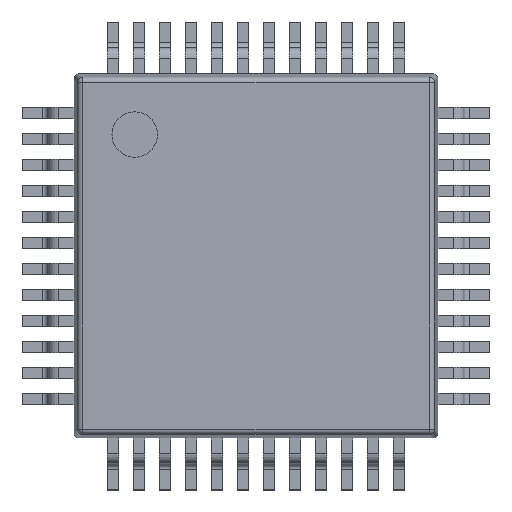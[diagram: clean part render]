
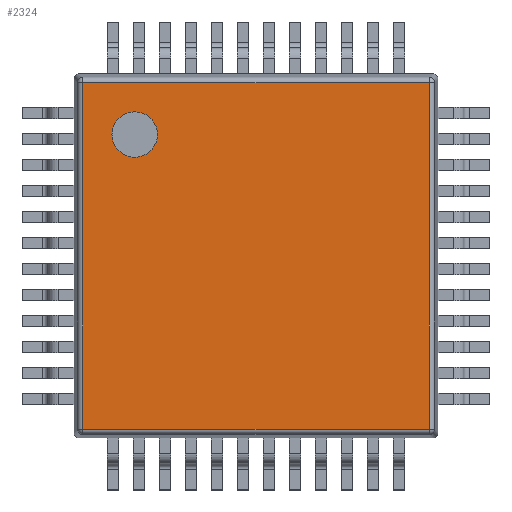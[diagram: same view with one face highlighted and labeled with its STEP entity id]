
A CAD part, top view. The second image highlights one B-rep face of the part: STEP entity #2324.
In plain terms, the highlighted planar face has unit normal (0, 0, 1).
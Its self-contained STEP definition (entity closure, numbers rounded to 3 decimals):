
#2148 = VERTEX_POINT('',#2149);
#2149 = CARTESIAN_POINT('',(0.166,0.166,1.6));
#2156 = EDGE_CURVE('',#2148,#2157,#2159,.T.);
#2157 = VERTEX_POINT('',#2158);
#2158 = CARTESIAN_POINT('',(0.166,6.834,1.6));
#2159 = LINE('',#2160,#2161);
#2160 = CARTESIAN_POINT('',(0.166,0.076,1.6));
#2161 = VECTOR('',#2162,1.);
#2162 = DIRECTION('',(0.,1.,0.));
#2199 = VERTEX_POINT('',#2200);
#2200 = CARTESIAN_POINT('',(6.834,0.166,1.6));
#2207 = EDGE_CURVE('',#2148,#2199,#2208,.T.);
#2208 = LINE('',#2209,#2210);
#2209 = CARTESIAN_POINT('',(0.076,0.166,1.6));
#2210 = VECTOR('',#2211,1.);
#2211 = DIRECTION('',(1.,0.,0.));
#2253 = EDGE_CURVE('',#2157,#2254,#2256,.T.);
#2254 = VERTEX_POINT('',#2255);
#2255 = CARTESIAN_POINT('',(6.834,6.834,1.6));
#2256 = LINE('',#2257,#2258);
#2257 = CARTESIAN_POINT('',(0.076,6.834,1.6));
#2258 = VECTOR('',#2259,1.);
#2259 = DIRECTION('',(1.,0.,0.));
#2284 = EDGE_CURVE('',#2199,#2254,#2285,.T.);
#2285 = LINE('',#2286,#2287);
#2286 = CARTESIAN_POINT('',(6.834,0.076,1.6));
#2287 = VECTOR('',#2288,1.);
#2288 = DIRECTION('',(0.,1.,0.));
#2324 = ADVANCED_FACE('',(#2325,#2331),#2342,.T.);
#2325 = FACE_BOUND('',#2326,.T.);
#2326 = EDGE_LOOP('',(#2327,#2328,#2329,#2330));
#2327 = ORIENTED_EDGE('',*,*,#2156,.F.);
#2328 = ORIENTED_EDGE('',*,*,#2207,.T.);
#2329 = ORIENTED_EDGE('',*,*,#2284,.T.);
#2330 = ORIENTED_EDGE('',*,*,#2253,.F.);
#2331 = FACE_BOUND('',#2332,.T.);
#2332 = EDGE_LOOP('',(#2333));
#2333 = ORIENTED_EDGE('',*,*,#2334,.F.);
#2334 = EDGE_CURVE('',#2335,#2335,#2337,.T.);
#2335 = VERTEX_POINT('',#2336);
#2336 = CARTESIAN_POINT('',(1.604,5.833,1.6));
#2337 = CIRCLE('',#2338,0.438);
#2338 = AXIS2_PLACEMENT_3D('',#2339,#2340,#2341);
#2339 = CARTESIAN_POINT('',(1.167,5.833,1.6));
#2340 = DIRECTION('',(0.,0.,1.));
#2341 = DIRECTION('',(1.,0.,0.));
#2342 = PLANE('',#2343);
#2343 = AXIS2_PLACEMENT_3D('',#2344,#2345,#2346);
#2344 = CARTESIAN_POINT('',(0.,0.,1.6));
#2345 = DIRECTION('',(0.,0.,1.));
#2346 = DIRECTION('',(1.,0.,0.));
